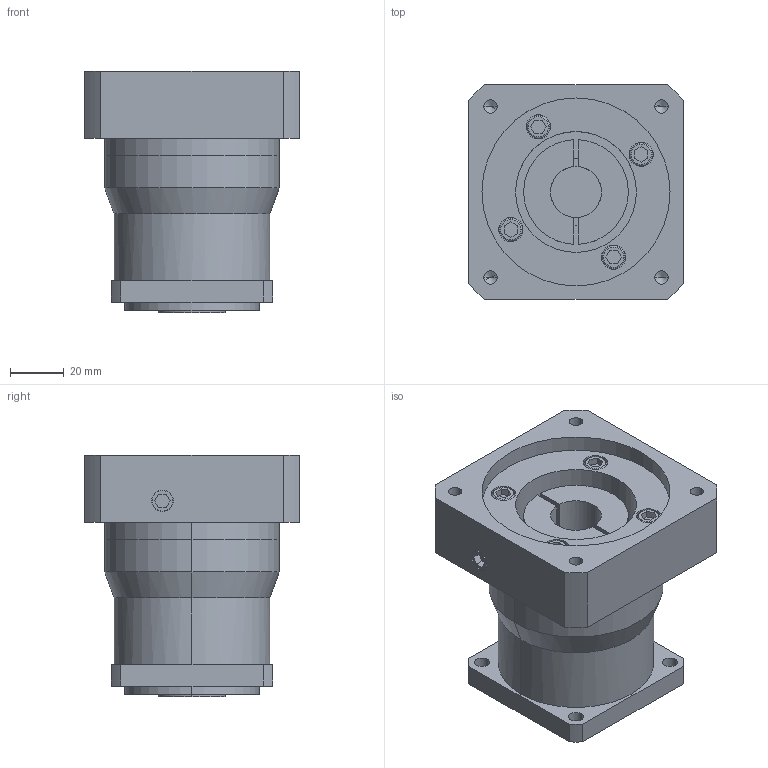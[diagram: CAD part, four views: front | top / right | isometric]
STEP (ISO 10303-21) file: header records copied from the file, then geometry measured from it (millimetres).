
FILE_DESCRIPTION (( 'STEP AP214' ), '1' );
FILE_NAME ('VGK60单级模型-T（19-35 70-3 4-6.5-90）.STEP', '2018-11-19T08:04:55', ( 'Windows' ), ( 'Microsoft' ), 'SwSTEP 2.0', 'SolidWorks 2016', '' );
FILE_SCHEMA (( 'AUTOMOTIVE_DESIGN' ));
Length unit declared in the file: millimetre
Products named in the file (1): VGK60单级模型-T（19-35 70-3 4-6.5-90）
Bounding box: 80 x 80 x 90 mm (x, y, z)
Volume: 292367.6 mm3; surface area: 54337.7 mm2
Topology: 2 solids, 2 shells, 182 faces, 433 edges, 278 vertices
Faces by surface type: plane 88, cylinder 76, cone 10, torus 8
Entity records: 5767 total; most frequent: DIRECTION 963, CARTESIAN_POINT 952, ORIENTED_EDGE 850, EDGE_CURVE 425, AXIS2_PLACEMENT_3D 357, VERTEX_POINT 278, VECTOR 249, LINE 249
